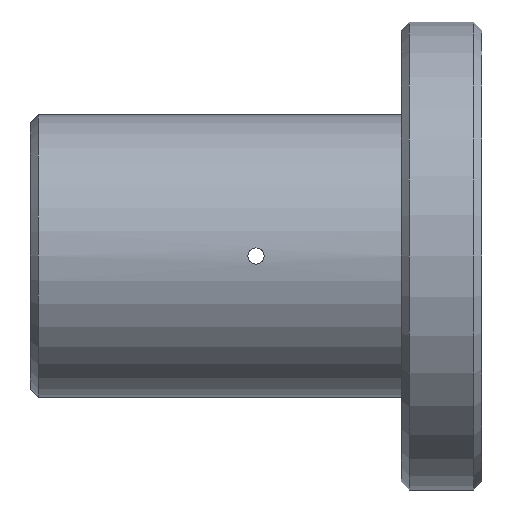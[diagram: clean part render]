
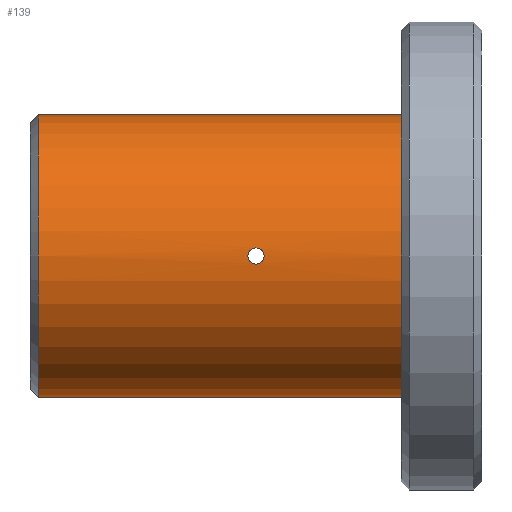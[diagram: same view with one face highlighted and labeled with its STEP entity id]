
A CAD part, left-side view. The second image highlights one B-rep face of the part: STEP entity #139.
In plain terms, the highlighted cylindrical face has radius 17.5 mm (diameter 35 mm), a partial arc.
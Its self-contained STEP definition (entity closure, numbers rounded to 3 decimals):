
#7 = ORIENTED_EDGE ( 'NONE', *, *, #1730, .T. ) ;
#37 = VERTEX_POINT ( 'NONE', #639 ) ;
#46 = DIRECTION ( 'NONE',  ( 0., -1., 0. ) ) ;
#99 = CARTESIAN_POINT ( 'NONE',  ( 0., 56., -17.5 ) ) ;
#105 = ORIENTED_EDGE ( 'NONE', *, *, #190, .T. ) ;
#139 = ADVANCED_FACE ( 'NONE', ( #524, #773 ), #1699, .T. ) ;
#167 = DIRECTION ( 'NONE',  ( 0., -1., 0. ) ) ;
#184 = CARTESIAN_POINT ( 'NONE',  ( -17.471, 28.131, 1. ) ) ;
#190 = EDGE_CURVE ( 'NONE', #725, #811, #1891, .T. ) ;
#224 = CARTESIAN_POINT ( 'NONE',  ( -17.493, 28.874, 0.503 ) ) ;
#228 = EDGE_LOOP ( 'NONE', ( #759, #751, #105, #1606 ) ) ;
#242 = CARTESIAN_POINT ( 'NONE',  ( -17.493, 27.126, -0.503 ) ) ;
#267 = CARTESIAN_POINT ( 'NONE',  ( -17.498, 27.026, 0.263 ) ) ;
#306 = EDGE_CURVE ( 'NONE', #1293, #37, #1361, .T. ) ;
#328 = DIRECTION ( 'NONE',  ( 0., 0., -1. ) ) ;
#379 = CARTESIAN_POINT ( 'NONE',  ( -17.489, 27.2, -0.614 ) ) ;
#388 = CARTESIAN_POINT ( 'NONE',  ( -17.473, 27.738, 0.974 ) ) ;
#399 = CARTESIAN_POINT ( 'NONE',  ( -17.478, 27.477, -0.891 ) ) ;
#475 = EDGE_LOOP ( 'NONE', ( #7, #1033 ) ) ;
#476 = CARTESIAN_POINT ( 'NONE',  ( -17.471, 28.132, -1. ) ) ;
#496 = CARTESIAN_POINT ( 'NONE',  ( -17.493, 28.874, -0.503 ) ) ;
#524 = FACE_OUTER_BOUND ( 'NONE', #228, .T. ) ;
#568 = CARTESIAN_POINT ( 'NONE',  ( 0., 10., 17.5 ) ) ;
#581 = CIRCLE ( 'NONE', #1303, 17.5 ) ;
#619 = CARTESIAN_POINT ( 'NONE',  ( -17.473, 28.261, 0.974 ) ) ;
#639 = CARTESIAN_POINT ( 'NONE',  ( -17.471, 28., -1. ) ) ;
#652 = CARTESIAN_POINT ( 'NONE',  ( -17.482, 28.614, 0.8 ) ) ;
#660 = CARTESIAN_POINT ( 'NONE',  ( 0., 56., 0. ) ) ;
#692 = CARTESIAN_POINT ( 'NONE',  ( -17.5, 27., -0.131 ) ) ;
#725 = VERTEX_POINT ( 'NONE', #1343 ) ;
#737 = LINE ( 'NONE', #1689, #1363 ) ;
#751 = ORIENTED_EDGE ( 'NONE', *, *, #1331, .T. ) ;
#759 = ORIENTED_EDGE ( 'NONE', *, *, #1662, .F. ) ;
#773 = FACE_BOUND ( 'NONE', #475, .T. ) ;
#776 = VERTEX_POINT ( 'NONE', #568 ) ;
#807 = CARTESIAN_POINT ( 'NONE',  ( -17.478, 28.504, -0.874 ) ) ;
#811 = VERTEX_POINT ( 'NONE', #1797 ) ;
#838 = CARTESIAN_POINT ( 'NONE',  ( -17.471, 28., -1. ) ) ;
#885 = DIRECTION ( 'NONE',  ( 0., 0., 1. ) ) ;
#938 = CARTESIAN_POINT ( 'NONE',  ( -17.5, 29., -0.131 ) ) ;
#941 = CARTESIAN_POINT ( 'NONE',  ( 0., 55., 0. ) ) ;
#959 = CARTESIAN_POINT ( 'NONE',  ( -17.473, 28.262, -0.974 ) ) ;
#968 = CARTESIAN_POINT ( 'NONE',  ( -17.471, 27.736, -1. ) ) ;
#976 = CARTESIAN_POINT ( 'NONE',  ( -17.478, 27.497, 0.874 ) ) ;
#992 = DIRECTION ( 'NONE',  ( 0., -1., 0. ) ) ;
#1033 = ORIENTED_EDGE ( 'NONE', *, *, #306, .T. ) ;
#1063 = CARTESIAN_POINT ( 'NONE',  ( -17.478, 28.504, 0.874 ) ) ;
#1093 = VECTOR ( 'NONE', #992, 1000. ) ;
#1127 = VERTEX_POINT ( 'NONE', #1906 ) ;
#1147 = EDGE_CURVE ( 'NONE', #776, #811, #1233, .T. ) ;
#1150 = CARTESIAN_POINT ( 'NONE',  ( -17.471, 27.869, 1. ) ) ;
#1231 = CARTESIAN_POINT ( 'NONE',  ( -17.489, 28.799, -0.615 ) ) ;
#1233 = CIRCLE ( 'NONE', #1738, 17.5 ) ;
#1258 = CARTESIAN_POINT ( 'NONE',  ( -17.489, 28.801, 0.614 ) ) ;
#1280 = B_SPLINE_CURVE_WITH_KNOTS ( 'NONE', 3,
 ( #1835, #476, #959, #807, #1523, #1231, #496, #1408, #938, #1562, #1385, #224, #1258, #652, #1063, #619, #184, #1856 ),
 .UNSPECIFIED., .F., .F.,
 ( 4, 2, 2, 2, 2, 2, 2, 2, 4 ),
 ( 0., 0., 0.001, 0.001, 0.002, 0.002, 0.002, 0.003, 0.003 ),
 .UNSPECIFIED. ) ;
#1293 = VERTEX_POINT ( 'NONE', #1796 ) ;
#1303 = AXIS2_PLACEMENT_3D ( 'NONE', #941, #167, #1682 ) ;
#1318 = CARTESIAN_POINT ( 'NONE',  ( -17.489, 27.201, 0.615 ) ) ;
#1330 = CARTESIAN_POINT ( 'NONE',  ( 0., 10., 0. ) ) ;
#1331 = EDGE_CURVE ( 'NONE', #1127, #725, #581, .T. ) ;
#1343 = CARTESIAN_POINT ( 'NONE',  ( 0., 55., -17.5 ) ) ;
#1361 = B_SPLINE_CURVE_WITH_KNOTS ( 'NONE', 3,
 ( #1728, #1150, #388, #976, #1603, #1318, #1754, #267, #1459, #692, #1719, #242, #379, #399, #968, #838 ),
 .UNSPECIFIED., .F., .F.,
 ( 4, 2, 2, 2, 2, 2, 2, 4 ),
 ( 0.003, 0.004, 0.004, 0.004, 0.005, 0.005, 0.005, 0.006 ),
 .UNSPECIFIED. ) ;
#1363 = VECTOR ( 'NONE', #1845, 1000. ) ;
#1385 = CARTESIAN_POINT ( 'NONE',  ( -17.498, 28.974, 0.261 ) ) ;
#1408 = CARTESIAN_POINT ( 'NONE',  ( -17.498, 28.974, -0.262 ) ) ;
#1440 = AXIS2_PLACEMENT_3D ( 'NONE', #660, #46, #328 ) ;
#1459 = CARTESIAN_POINT ( 'NONE',  ( -17.5, 27., 0.133 ) ) ;
#1523 = CARTESIAN_POINT ( 'NONE',  ( -17.482, 28.615, -0.799 ) ) ;
#1562 = CARTESIAN_POINT ( 'NONE',  ( -17.5, 29., 0.13 ) ) ;
#1603 = CARTESIAN_POINT ( 'NONE',  ( -17.482, 27.386, 0.8 ) ) ;
#1606 = ORIENTED_EDGE ( 'NONE', *, *, #1147, .F. ) ;
#1662 = EDGE_CURVE ( 'NONE', #1127, #776, #737, .T. ) ;
#1682 = DIRECTION ( 'NONE',  ( 0., 0., 1. ) ) ;
#1689 = CARTESIAN_POINT ( 'NONE',  ( 0., 56., 17.5 ) ) ;
#1699 = CYLINDRICAL_SURFACE ( 'NONE', #1440, 17.5 ) ;
#1719 = CARTESIAN_POINT ( 'NONE',  ( -17.498, 27.026, -0.261 ) ) ;
#1728 = CARTESIAN_POINT ( 'NONE',  ( -17.471, 28., 1. ) ) ;
#1730 = EDGE_CURVE ( 'NONE', #37, #1293, #1280, .T. ) ;
#1738 = AXIS2_PLACEMENT_3D ( 'NONE', #1330, #1920, #885 ) ;
#1754 = CARTESIAN_POINT ( 'NONE',  ( -17.493, 27.127, 0.505 ) ) ;
#1796 = CARTESIAN_POINT ( 'NONE',  ( -17.471, 28., 1. ) ) ;
#1797 = CARTESIAN_POINT ( 'NONE',  ( 0., 10., -17.5 ) ) ;
#1835 = CARTESIAN_POINT ( 'NONE',  ( -17.471, 28., -1. ) ) ;
#1845 = DIRECTION ( 'NONE',  ( 0., -1., 0. ) ) ;
#1856 = CARTESIAN_POINT ( 'NONE',  ( -17.471, 28., 1. ) ) ;
#1891 = LINE ( 'NONE', #99, #1093 ) ;
#1906 = CARTESIAN_POINT ( 'NONE',  ( 0., 55., 17.5 ) ) ;
#1920 = DIRECTION ( 'NONE',  ( 0., -1., 0. ) ) ;
